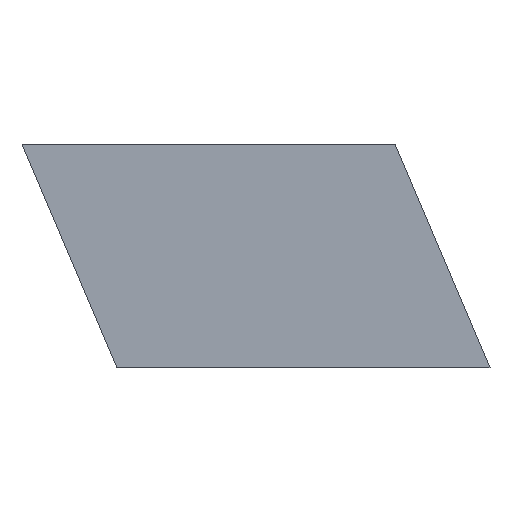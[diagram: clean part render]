
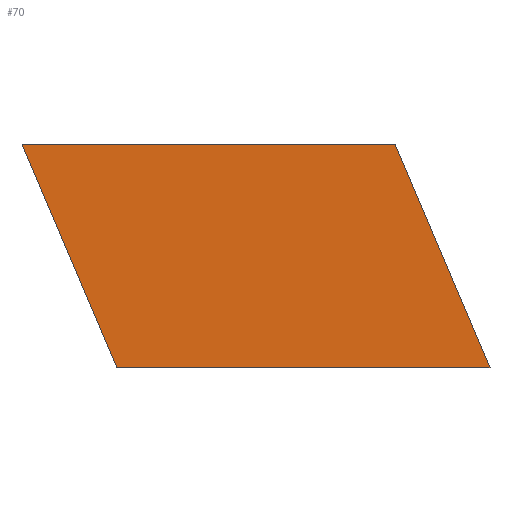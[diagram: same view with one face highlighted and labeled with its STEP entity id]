
A CAD part, front view. The second image highlights one B-rep face of the part: STEP entity #70.
In plain terms, the highlighted planar face has unit normal (0, -1, 0).
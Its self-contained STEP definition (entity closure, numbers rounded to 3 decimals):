
#70 = ADVANCED_FACE ( 'NONE', ( #1272 ), #257, .T. ) ;
#165 = DIRECTION ( 'NONE',  ( 0., -1., 0. ) ) ;
#196 = DIRECTION ( 'NONE',  ( 1., 0., 0. ) ) ;
#257 = PLANE ( 'NONE',  #273 ) ;
#269 = EDGE_CURVE ( 'NONE', #1326, #1185, #805, .T. ) ;
#273 = AXIS2_PLACEMENT_3D ( 'NONE', #877, #165, #811 ) ;
#316 = ORIENTED_EDGE ( 'NONE', *, *, #269, .F. ) ;
#323 = DIRECTION ( 'NONE',  ( -1., 0., 0. ) ) ;
#361 = CARTESIAN_POINT ( 'NONE',  ( 16.75, 0., -8. ) ) ;
#404 = VECTOR ( 'NONE', #471, 1000. ) ;
#444 = CARTESIAN_POINT ( 'NONE',  ( 9.958, 0., 8. ) ) ;
#471 = DIRECTION ( 'NONE',  ( 0.391, 0., -0.921 ) ) ;
#554 = DIRECTION ( 'NONE',  ( -0.391, 0., 0.921 ) ) ;
#568 = LINE ( 'NONE', #606, #996 ) ;
#606 = CARTESIAN_POINT ( 'NONE',  ( -9.958, 0., -8. ) ) ;
#648 = VECTOR ( 'NONE', #196, 1000. ) ;
#674 = VERTEX_POINT ( 'NONE', #1075 ) ;
#679 = LINE ( 'NONE', #874, #943 ) ;
#738 = CARTESIAN_POINT ( 'NONE',  ( -16.75, 0., 8. ) ) ;
#778 = EDGE_LOOP ( 'NONE', ( #1268, #1226, #316, #799 ) ) ;
#787 = EDGE_CURVE ( 'NONE', #674, #935, #679, .T. ) ;
#799 = ORIENTED_EDGE ( 'NONE', *, *, #985, .F. ) ;
#805 = LINE ( 'NONE', #444, #404 ) ;
#811 = DIRECTION ( 'NONE',  ( 0., 0., -1. ) ) ;
#874 = CARTESIAN_POINT ( 'NONE',  ( -16.75, 0., 8. ) ) ;
#877 = CARTESIAN_POINT ( 'NONE',  ( 0., 0., 0. ) ) ;
#935 = VERTEX_POINT ( 'NONE', #1231 ) ;
#943 = VECTOR ( 'NONE', #554, 1000. ) ;
#985 = EDGE_CURVE ( 'NONE', #935, #1326, #1310, .T. ) ;
#996 = VECTOR ( 'NONE', #323, 1000. ) ;
#999 = CARTESIAN_POINT ( 'NONE',  ( 9.958, 0., 8. ) ) ;
#1075 = CARTESIAN_POINT ( 'NONE',  ( -9.958, 0., -8. ) ) ;
#1185 = VERTEX_POINT ( 'NONE', #361 ) ;
#1226 = ORIENTED_EDGE ( 'NONE', *, *, #1411, .F. ) ;
#1231 = CARTESIAN_POINT ( 'NONE',  ( -16.75, 0., 8. ) ) ;
#1268 = ORIENTED_EDGE ( 'NONE', *, *, #787, .F. ) ;
#1272 = FACE_OUTER_BOUND ( 'NONE', #778, .T. ) ;
#1310 = LINE ( 'NONE', #738, #648 ) ;
#1326 = VERTEX_POINT ( 'NONE', #999 ) ;
#1411 = EDGE_CURVE ( 'NONE', #1185, #674, #568, .T. ) ;
